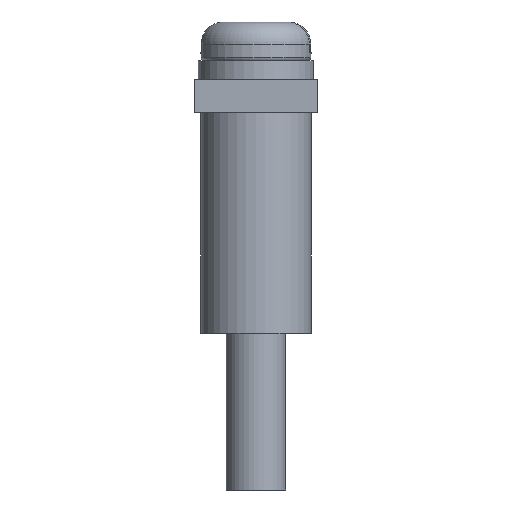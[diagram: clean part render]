
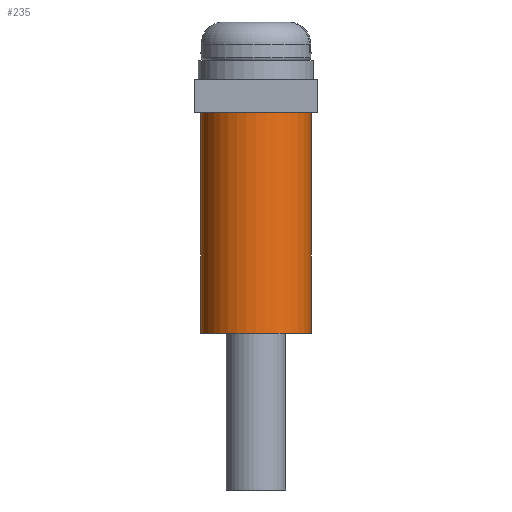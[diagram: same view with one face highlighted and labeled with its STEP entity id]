
A CAD part, front view. The second image highlights one B-rep face of the part: STEP entity #235.
In plain terms, the highlighted cylindrical face has radius 2 mm (diameter 4 mm), a full revolution.
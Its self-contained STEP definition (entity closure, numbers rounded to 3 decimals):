
#69 = VERTEX_POINT ( 'NONE', #1323 ) ;
#111 = ORIENTED_EDGE ( 'NONE', *, *, #1447, .T. ) ;
#141 = DIRECTION ( 'NONE',  ( 0.986, 0.169, 0. ) ) ;
#235 = ADVANCED_FACE ( 'NONE', ( #1088, #512 ), #2372, .T. ) ;
#324 = EDGE_LOOP ( 'NONE', ( #111 ) ) ;
#412 = DIRECTION ( 'NONE',  ( -0.986, -0.169, 0. ) ) ;
#512 = FACE_OUTER_BOUND ( 'NONE', #324, .T. ) ;
#571 = CARTESIAN_POINT ( 'NONE',  ( -12.187, -9.59, 13.7 ) ) ;
#706 = CIRCLE ( 'NONE', #2672, 2. ) ;
#1088 = FACE_OUTER_BOUND ( 'NONE', #1190, .T. ) ;
#1190 = EDGE_LOOP ( 'NONE', ( #2706 ) ) ;
#1323 = CARTESIAN_POINT ( 'NONE',  ( -12.187, -9.59, 21.7 ) ) ;
#1447 = EDGE_CURVE ( 'NONE', #3388, #3388, #706, .T. ) ;
#1637 = AXIS2_PLACEMENT_3D ( 'NONE', #2022, #3849, #412 ) ;
#1730 = CARTESIAN_POINT ( 'NONE',  ( -10.215, -9.252, 21.7 ) ) ;
#2022 = CARTESIAN_POINT ( 'NONE',  ( -10.215, -9.252, 21.7 ) ) ;
#2042 = DIRECTION ( 'NONE',  ( 0., 0., -1. ) ) ;
#2102 = CIRCLE ( 'NONE', #1637, 2. ) ;
#2372 = CYLINDRICAL_SURFACE ( 'NONE', #3830, 2. ) ;
#2672 = AXIS2_PLACEMENT_3D ( 'NONE', #2795, #4034, #3120 ) ;
#2706 = ORIENTED_EDGE ( 'NONE', *, *, #3825, .F. ) ;
#2795 = CARTESIAN_POINT ( 'NONE',  ( -10.215, -9.252, 13.7 ) ) ;
#3120 = DIRECTION ( 'NONE',  ( -0.986, -0.169, 0. ) ) ;
#3388 = VERTEX_POINT ( 'NONE', #571 ) ;
#3825 = EDGE_CURVE ( 'NONE', #69, #69, #2102, .T. ) ;
#3830 = AXIS2_PLACEMENT_3D ( 'NONE', #1730, #2042, #141 ) ;
#3849 = DIRECTION ( 'NONE',  ( 0., 0., 1. ) ) ;
#4034 = DIRECTION ( 'NONE',  ( 0., 0., 1. ) ) ;
